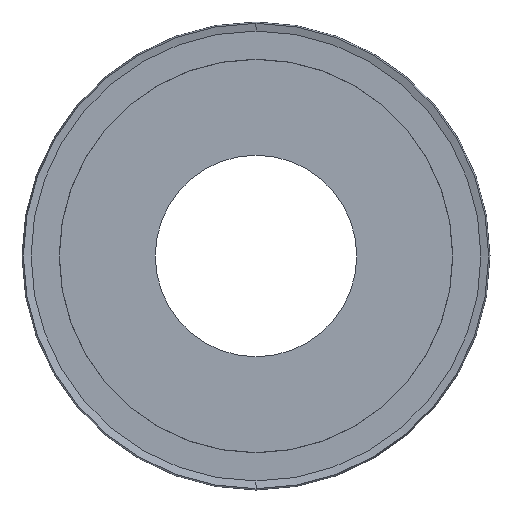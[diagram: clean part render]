
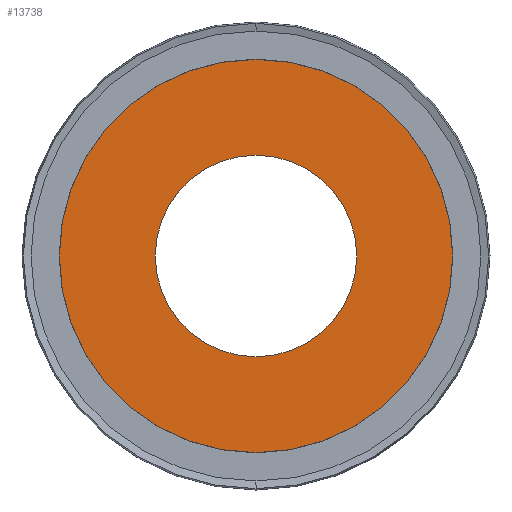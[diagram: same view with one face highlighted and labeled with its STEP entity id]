
A CAD part, left-side view. The second image highlights one B-rep face of the part: STEP entity #13738.
In plain terms, the highlighted planar face has unit normal (-1, 0, 0).
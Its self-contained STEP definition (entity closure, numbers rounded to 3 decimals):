
#374 = DIRECTION ( 'NONE',  ( 0., 0., 1. ) ) ;
#651 = DIRECTION ( 'NONE',  ( 0., 0., 1. ) ) ;
#799 = EDGE_CURVE ( 'NONE', #5007, #15656, #1762, .T. ) ;
#1283 = CARTESIAN_POINT ( 'NONE',  ( 24.763, 74.113, 151.714 ) ) ;
#1308 = CARTESIAN_POINT ( 'NONE',  ( 24.763, 74.113, 119.177 ) ) ;
#1535 = ORIENTED_EDGE ( 'NONE', *, *, #9294, .T. ) ;
#1762 = CIRCLE ( 'NONE', #10471, 32.537 ) ;
#1777 = EDGE_CURVE ( 'NONE', #15656, #5007, #2713, .T. ) ;
#2713 = CIRCLE ( 'NONE', #5219, 32.537 ) ;
#3526 = ORIENTED_EDGE ( 'NONE', *, *, #15332, .T. ) ;
#3636 = CARTESIAN_POINT ( 'NONE',  ( 24.763, 74.113, 55.67 ) ) ;
#3691 = CIRCLE ( 'NONE', #15946, 63.506 ) ;
#4981 = EDGE_LOOP ( 'NONE', ( #15137, #7220 ) ) ;
#5007 = VERTEX_POINT ( 'NONE', #1283 ) ;
#5219 = AXIS2_PLACEMENT_3D ( 'NONE', #10164, #15232, #6574 ) ;
#5872 = FACE_BOUND ( 'NONE', #4981, .T. ) ;
#6574 = DIRECTION ( 'NONE',  ( 0., 0., -1. ) ) ;
#6839 = FACE_OUTER_BOUND ( 'NONE', #9152, .T. ) ;
#7220 = ORIENTED_EDGE ( 'NONE', *, *, #799, .T. ) ;
#7387 = CIRCLE ( 'NONE', #10356, 63.506 ) ;
#7421 = DIRECTION ( 'NONE',  ( 0., 0., 1. ) ) ;
#7528 = AXIS2_PLACEMENT_3D ( 'NONE', #10680, #9748, #651 ) ;
#7584 = DIRECTION ( 'NONE',  ( -1., 0., 0. ) ) ;
#7650 = CARTESIAN_POINT ( 'NONE',  ( 24.763, 74.113, 119.177 ) ) ;
#7792 = DIRECTION ( 'NONE',  ( -1., 0., 0. ) ) ;
#9152 = EDGE_LOOP ( 'NONE', ( #1535, #3526 ) ) ;
#9294 = EDGE_CURVE ( 'NONE', #11722, #15158, #3691, .T. ) ;
#9748 = DIRECTION ( 'NONE',  ( -1., 0., 0. ) ) ;
#9889 = CARTESIAN_POINT ( 'NONE',  ( 24.763, 74.113, 182.683 ) ) ;
#9947 = PLANE ( 'NONE',  #7528 ) ;
#10164 = CARTESIAN_POINT ( 'NONE',  ( 24.763, 74.113, 119.177 ) ) ;
#10356 = AXIS2_PLACEMENT_3D ( 'NONE', #11716, #7792, #374 ) ;
#10471 = AXIS2_PLACEMENT_3D ( 'NONE', #7650, #12637, #11477 ) ;
#10680 = CARTESIAN_POINT ( 'NONE',  ( 24.763, 74.113, 119.177 ) ) ;
#11477 = DIRECTION ( 'NONE',  ( 0., 0., -1. ) ) ;
#11716 = CARTESIAN_POINT ( 'NONE',  ( 24.763, 74.113, 119.177 ) ) ;
#11722 = VERTEX_POINT ( 'NONE', #9889 ) ;
#12177 = CARTESIAN_POINT ( 'NONE',  ( 24.763, 74.113, 86.639 ) ) ;
#12637 = DIRECTION ( 'NONE',  ( 1., 0., 0. ) ) ;
#13738 = ADVANCED_FACE ( 'NONE', ( #5872, #6839 ), #9947, .T. ) ;
#15137 = ORIENTED_EDGE ( 'NONE', *, *, #1777, .T. ) ;
#15158 = VERTEX_POINT ( 'NONE', #3636 ) ;
#15232 = DIRECTION ( 'NONE',  ( 1., 0., 0. ) ) ;
#15332 = EDGE_CURVE ( 'NONE', #15158, #11722, #7387, .T. ) ;
#15656 = VERTEX_POINT ( 'NONE', #12177 ) ;
#15946 = AXIS2_PLACEMENT_3D ( 'NONE', #1308, #7584, #7421 ) ;
